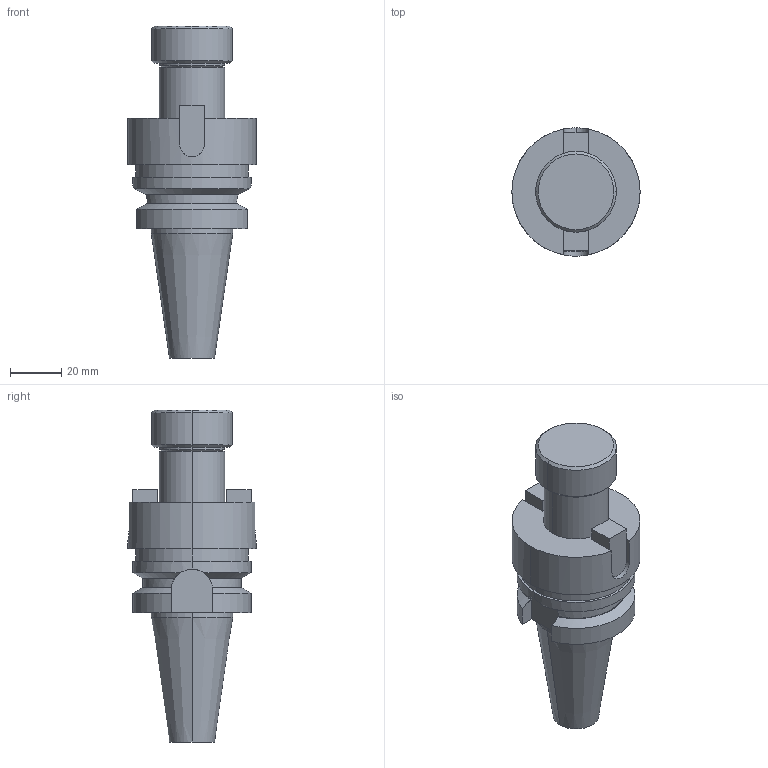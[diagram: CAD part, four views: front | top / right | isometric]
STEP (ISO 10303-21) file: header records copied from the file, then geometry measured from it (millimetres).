
FILE_DESCRIPTION (( 'STEP AP203' ), '1' );
FILE_NAME ('STP-16612.STEP', '2018-06-25T01:24:35', ( '' ), ( '' ), 'SwSTEP 2.0', 'SolidWorks 2015', '' );
FILE_SCHEMA (( 'CONFIG_CONTROL_DESIGN' ));
Length unit declared in the file: millimetre
Products named in the file (1): STP-16612
Bounding box: 50 x 50 x 129.4 mm (x, y, z)
Volume: 114820.2 mm3; surface area: 22784.2 mm2
Topology: 4 solids, 4 shells, 85 faces, 199 edges, 128 vertices
Faces by surface type: plane 37, cylinder 34, cone 14
Entity records: 2623 total; most frequent: CARTESIAN_POINT 582, DIRECTION 422, ORIENTED_EDGE 394, EDGE_CURVE 197, AXIS2_PLACEMENT_3D 162, VERTEX_POINT 128, LINE 98, VECTOR 98
